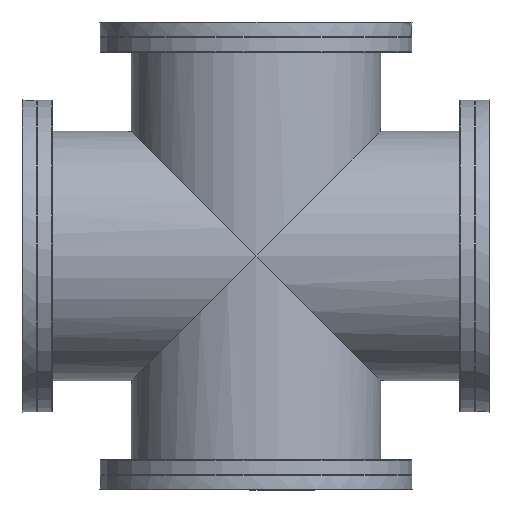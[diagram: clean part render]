
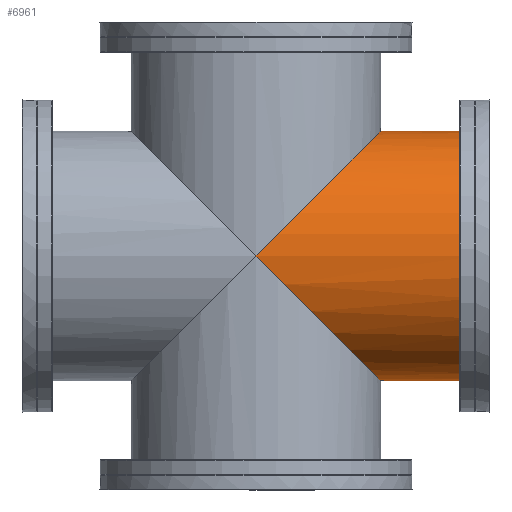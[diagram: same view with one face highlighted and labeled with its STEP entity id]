
A CAD part, left-side view. The second image highlights one B-rep face of the part: STEP entity #6961.
In plain terms, the highlighted cylindrical face has radius 101.6 mm (diameter 203.2 mm), a full revolution.
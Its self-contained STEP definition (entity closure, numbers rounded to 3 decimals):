
#708=CIRCLE('',#7465,101.6);
#1113=CYLINDRICAL_SURFACE('',#7464,101.6);
#1198=FACE_OUTER_BOUND('',#1580,.T.);
#1580=EDGE_LOOP('',(#4665,#4666,#4667,#4668,#4669,#4670));
#2061=LINE('',#9996,#2435);
#2435=VECTOR('',#8191,101.6);
#2807=ELLIPSE('',#7462,143.684,101.6);
#2809=ELLIPSE('',#7466,143.684,101.6);
#2810=ELLIPSE('',#7467,143.684,101.6);
#2823=VERTEX_POINT('',#9984);
#2824=VERTEX_POINT('',#9985);
#2827=VERTEX_POINT('',#9993);
#2828=VERTEX_POINT('',#9995);
#3552=EDGE_CURVE('',#2823,#2824,#2807,.T.);
#3556=EDGE_CURVE('',#2827,#2827,#708,.T.);
#3557=EDGE_CURVE('',#2827,#2828,#2061,.T.);
#3558=EDGE_CURVE('',#2828,#2823,#2809,.T.);
#3559=EDGE_CURVE('',#2824,#2828,#2810,.T.);
#4665=ORIENTED_EDGE('',*,*,#3556,.F.);
#4666=ORIENTED_EDGE('',*,*,#3557,.T.);
#4667=ORIENTED_EDGE('',*,*,#3558,.T.);
#4668=ORIENTED_EDGE('',*,*,#3552,.T.);
#4669=ORIENTED_EDGE('',*,*,#3559,.T.);
#4670=ORIENTED_EDGE('',*,*,#3557,.F.);
#6961=ADVANCED_FACE('',(#1198),#1113,.T.);
#7462=AXIS2_PLACEMENT_3D('',#9986,#8181,#8182);
#7464=AXIS2_PLACEMENT_3D('',#9992,#8187,#8188);
#7465=AXIS2_PLACEMENT_3D('',#9994,#8189,#8190);
#7466=AXIS2_PLACEMENT_3D('',#9997,#8192,#8193);
#7467=AXIS2_PLACEMENT_3D('',#9998,#8194,#8195);
#8181=DIRECTION('center_axis',(0.707,0.,-0.707));
#8182=DIRECTION('ref_axis',(-0.707,0.,-0.707));
#8187=DIRECTION('center_axis',(0.,0.,-1.));
#8188=DIRECTION('ref_axis',(-1.,0.,0.));
#8189=DIRECTION('center_axis',(0.,0.,-1.));
#8190=DIRECTION('ref_axis',(-1.,0.,0.));
#8191=DIRECTION('',(0.,0.,1.));
#8192=DIRECTION('center_axis',(0.,0.707,-0.707));
#8193=DIRECTION('ref_axis',(0.,0.707,0.707));
#8194=DIRECTION('center_axis',(0.,-0.707,
-0.707));
#8195=DIRECTION('ref_axis',(0.,0.707,-0.707));
#9984=CARTESIAN_POINT('',(-71.842,-71.842,-71.842));
#9985=CARTESIAN_POINT('',(-71.842,71.842,-71.842));
#9986=CARTESIAN_POINT('Origin',(0.,0.,0.));
#9992=CARTESIAN_POINT('Origin',(0.,0.,0.));
#9993=CARTESIAN_POINT('',(101.6,0.,-177.8));
#9994=CARTESIAN_POINT('Origin',(0.,0.,-177.8));
#9995=CARTESIAN_POINT('',(101.6,0.,0.));
#9996=CARTESIAN_POINT('',(101.6,0.,0.));
#9997=CARTESIAN_POINT('Origin',(0.,0.,0.));
#9998=CARTESIAN_POINT('Origin',(0.,0.,0.));
